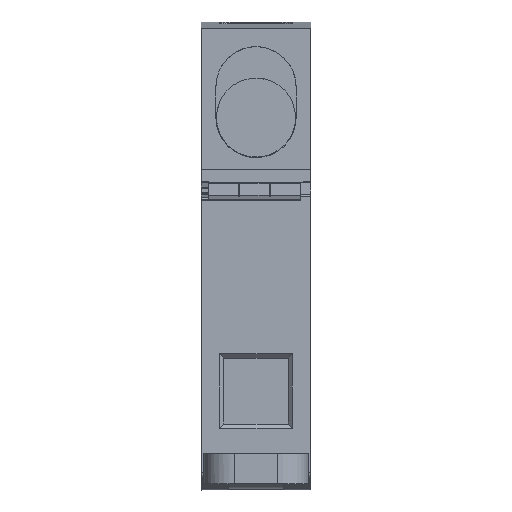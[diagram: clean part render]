
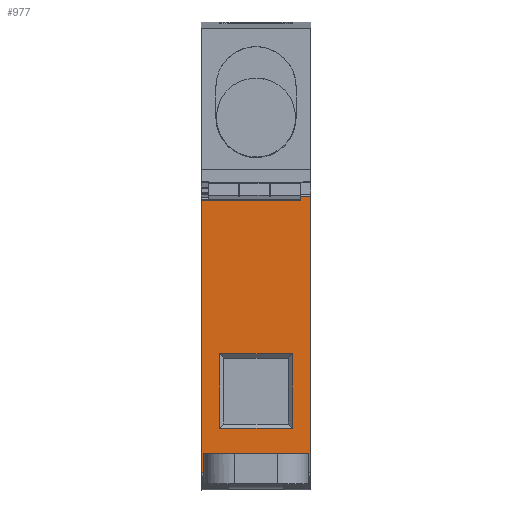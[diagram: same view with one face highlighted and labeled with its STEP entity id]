
A CAD part, front view. The second image highlights one B-rep face of the part: STEP entity #977.
In plain terms, the highlighted planar face has unit normal (0, -1, 0).
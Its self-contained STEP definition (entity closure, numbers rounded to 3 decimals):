
#868=AXIS2_PLACEMENT_3D('Plane Axis2P3D',#865,#866,#867) ;
#116=CARTESIAN_POINT('Line Origine',(17.8,6.5,25.249)) ;
#120=CARTESIAN_POINT('Vertex',(17.8,6.5,2.821)) ;
#122=CARTESIAN_POINT('Vertex',(17.8,6.5,47.678)) ;
#865=CARTESIAN_POINT('Axis2P3D Location',(0.,6.5,5.9)) ;
#870=CARTESIAN_POINT('Line Origine',(16.975,6.5,47.678)) ;
#874=CARTESIAN_POINT('Vertex',(16.15,6.5,47.678)) ;
#877=CARTESIAN_POINT('Line Origine',(16.15,6.5,47.326)) ;
#881=CARTESIAN_POINT('Vertex',(16.15,6.5,46.974)) ;
#884=CARTESIAN_POINT('Line Origine',(8.075,6.5,46.974)) ;
#888=CARTESIAN_POINT('Vertex',(0.,6.5,46.974)) ;
#891=CARTESIAN_POINT('Line Origine',(0.,6.5,24.897)) ;
#895=CARTESIAN_POINT('Vertex',(0.,6.5,2.821)) ;
#898=CARTESIAN_POINT('Line Origine',(2.25,6.5,2.821)) ;
#902=CARTESIAN_POINT('Vertex',(4.5,6.5,2.821)) ;
#905=CARTESIAN_POINT('Line Origine',(4.5,6.5,4.36)) ;
#909=CARTESIAN_POINT('Vertex',(4.5,6.5,5.9)) ;
#912=CARTESIAN_POINT('Line Origine',(8.9,6.5,5.9)) ;
#916=CARTESIAN_POINT('Vertex',(13.3,6.5,5.9)) ;
#919=CARTESIAN_POINT('Line Origine',(13.3,6.5,4.36)) ;
#923=CARTESIAN_POINT('Vertex',(13.3,6.5,2.821)) ;
#926=CARTESIAN_POINT('Line Origine',(15.55,6.5,2.821)) ;
#943=CARTESIAN_POINT('Line Origine',(8.9,6.5,22.1)) ;
#947=CARTESIAN_POINT('Vertex',(3.,6.5,22.1)) ;
#949=CARTESIAN_POINT('Vertex',(14.8,6.5,22.1)) ;
#952=CARTESIAN_POINT('Line Origine',(14.8,6.5,16.05)) ;
#956=CARTESIAN_POINT('Vertex',(14.8,6.5,10.)) ;
#959=CARTESIAN_POINT('Line Origine',(8.9,6.5,10.)) ;
#963=CARTESIAN_POINT('Vertex',(3.,6.5,10.)) ;
#966=CARTESIAN_POINT('Line Origine',(3.,6.5,16.05)) ;
#117=DIRECTION('Vector Direction',(0.,0.,1.)) ;
#866=DIRECTION('Axis2P3D Direction',(0.,1.,0.)) ;
#867=DIRECTION('Axis2P3D XDirection',(-1.,0.,0.)) ;
#871=DIRECTION('Vector Direction',(-1.,0.,0.)) ;
#878=DIRECTION('Vector Direction',(0.,0.,-1.)) ;
#885=DIRECTION('Vector Direction',(-1.,0.,0.)) ;
#892=DIRECTION('Vector Direction',(0.,0.,1.)) ;
#899=DIRECTION('Vector Direction',(1.,0.,0.)) ;
#906=DIRECTION('Vector Direction',(0.,0.,1.)) ;
#913=DIRECTION('Vector Direction',(1.,0.,0.)) ;
#920=DIRECTION('Vector Direction',(0.,0.,1.)) ;
#927=DIRECTION('Vector Direction',(-1.,0.,0.)) ;
#944=DIRECTION('Vector Direction',(1.,0.,0.)) ;
#953=DIRECTION('Vector Direction',(0.,0.,-1.)) ;
#960=DIRECTION('Vector Direction',(-1.,0.,0.)) ;
#967=DIRECTION('Vector Direction',(0.,0.,1.)) ;
#118=VECTOR('Line Direction',#117,1.) ;
#872=VECTOR('Line Direction',#871,1.) ;
#879=VECTOR('Line Direction',#878,1.) ;
#886=VECTOR('Line Direction',#885,1.) ;
#893=VECTOR('Line Direction',#892,1.) ;
#900=VECTOR('Line Direction',#899,1.) ;
#907=VECTOR('Line Direction',#906,1.) ;
#914=VECTOR('Line Direction',#913,1.) ;
#921=VECTOR('Line Direction',#920,1.) ;
#928=VECTOR('Line Direction',#927,1.) ;
#945=VECTOR('Line Direction',#944,1.) ;
#954=VECTOR('Line Direction',#953,1.) ;
#961=VECTOR('Line Direction',#960,1.) ;
#968=VECTOR('Line Direction',#967,1.) ;
#932=ORIENTED_EDGE('',*,*,#876,.F.) ;
#933=ORIENTED_EDGE('',*,*,#883,.F.) ;
#934=ORIENTED_EDGE('',*,*,#890,.T.) ;
#935=ORIENTED_EDGE('',*,*,#897,.F.) ;
#936=ORIENTED_EDGE('',*,*,#904,.T.) ;
#937=ORIENTED_EDGE('',*,*,#911,.T.) ;
#938=ORIENTED_EDGE('',*,*,#918,.T.) ;
#939=ORIENTED_EDGE('',*,*,#925,.F.) ;
#940=ORIENTED_EDGE('',*,*,#930,.T.) ;
#941=ORIENTED_EDGE('',*,*,#124,.T.) ;
#972=ORIENTED_EDGE('',*,*,#951,.T.) ;
#973=ORIENTED_EDGE('',*,*,#958,.T.) ;
#974=ORIENTED_EDGE('',*,*,#965,.T.) ;
#975=ORIENTED_EDGE('',*,*,#970,.T.) ;
#976=FACE_BOUND('',#971,.T.) ;
#977=ADVANCED_FACE('SOCKEL',(#942,#976),#869,.F.) ;
#124=EDGE_CURVE('',#121,#123,#119,.T.) ;
#876=EDGE_CURVE('',#875,#123,#873,.F.) ;
#883=EDGE_CURVE('',#882,#875,#880,.F.) ;
#890=EDGE_CURVE('',#882,#889,#887,.T.) ;
#897=EDGE_CURVE('',#896,#889,#894,.T.) ;
#904=EDGE_CURVE('',#896,#903,#901,.T.) ;
#911=EDGE_CURVE('',#903,#910,#908,.T.) ;
#918=EDGE_CURVE('',#910,#917,#915,.T.) ;
#925=EDGE_CURVE('',#924,#917,#922,.T.) ;
#930=EDGE_CURVE('',#924,#121,#929,.F.) ;
#951=EDGE_CURVE('',#948,#950,#946,.T.) ;
#958=EDGE_CURVE('',#950,#957,#955,.T.) ;
#965=EDGE_CURVE('',#957,#964,#962,.T.) ;
#970=EDGE_CURVE('',#964,#948,#969,.T.) ;
#931=EDGE_LOOP('',(#932,#933,#934,#935,#936,#937,#938,#939,#940,#941)) ;
#971=EDGE_LOOP('',(#972,#973,#974,#975)) ;
#942=FACE_OUTER_BOUND('',#931,.T.) ;
#119=LINE('Line',#116,#118) ;
#873=LINE('Line',#870,#872) ;
#880=LINE('Line',#877,#879) ;
#887=LINE('Line',#884,#886) ;
#894=LINE('Line',#891,#893) ;
#901=LINE('Line',#898,#900) ;
#908=LINE('Line',#905,#907) ;
#915=LINE('Line',#912,#914) ;
#922=LINE('Line',#919,#921) ;
#929=LINE('Line',#926,#928) ;
#946=LINE('Line',#943,#945) ;
#955=LINE('Line',#952,#954) ;
#962=LINE('Line',#959,#961) ;
#969=LINE('Line',#966,#968) ;
#869=PLANE('',#868) ;
#121=VERTEX_POINT('',#120) ;
#123=VERTEX_POINT('',#122) ;
#875=VERTEX_POINT('',#874) ;
#882=VERTEX_POINT('',#881) ;
#889=VERTEX_POINT('',#888) ;
#896=VERTEX_POINT('',#895) ;
#903=VERTEX_POINT('',#902) ;
#910=VERTEX_POINT('',#909) ;
#917=VERTEX_POINT('',#916) ;
#924=VERTEX_POINT('',#923) ;
#948=VERTEX_POINT('',#947) ;
#950=VERTEX_POINT('',#949) ;
#957=VERTEX_POINT('',#956) ;
#964=VERTEX_POINT('',#963) ;
